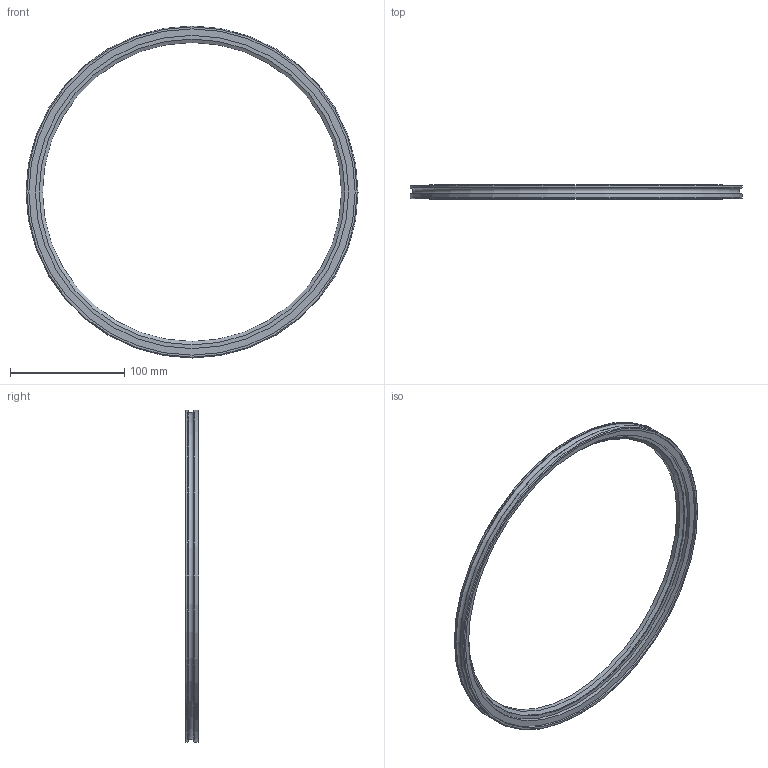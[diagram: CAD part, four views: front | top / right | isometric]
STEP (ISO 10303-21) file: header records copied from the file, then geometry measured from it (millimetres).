
FILE_DESCRIPTION (( 'STEP AP214' ), '1' );
FILE_NAME ('BS1ISOK250273 FULLVAC.STEP', '2024-05-22T13:49:19', ( '' ), ( '' ), 'SwSTEP 2.0', 'SolidWorks 2017', '' );
FILE_SCHEMA (( 'AUTOMOTIVE_DESIGN' ));
Length unit declared in the file: millimetre
Products named in the file (1): BS1ISOK250273 FULLVAC
Bounding box: 290 x 12 x 290 mm (x, y, z)
Volume: 97782.8 mm3; surface area: 47674 mm2
Topology: 1 solids, 1 shells, 19 faces, 32 edges, 19 vertices
Faces by surface type: cylinder 7, plane 6, cone 3, torus 3
Full cylindrical faces by diameter (mm): 261.2 x1, 267 x1, 268.6 x1, 273.5 x1, 285 x1, 290 x2
Entity records: 422 total; most frequent: DIRECTION 78, CARTESIAN_POINT 58, AXIS2_PLACEMENT_3D 39, ORIENTED_EDGE 38, EDGE_LOOP 38, FACE_OUTER_BOUND 29, EDGE_CURVE 19, VERTEX_POINT 19
